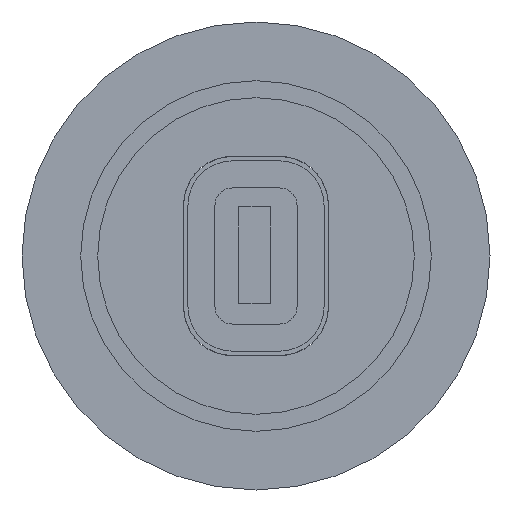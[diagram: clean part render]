
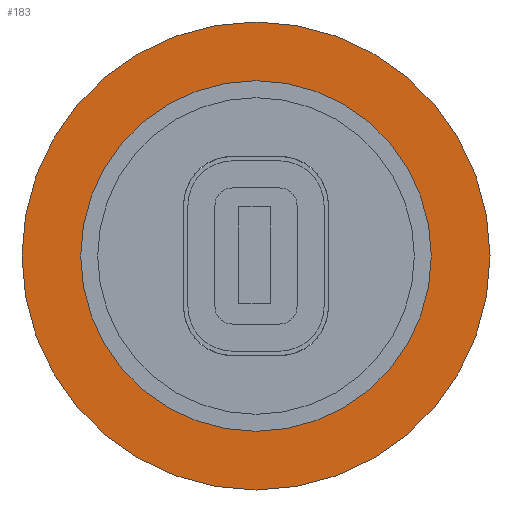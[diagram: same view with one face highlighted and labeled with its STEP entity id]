
A CAD part, left-side view. The second image highlights one B-rep face of the part: STEP entity #183.
In plain terms, the highlighted planar face has unit normal (-1, 0, 0).
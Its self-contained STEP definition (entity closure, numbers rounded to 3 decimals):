
#33 = CARTESIAN_POINT ( 'NONE',  ( 0., 0., -20.6 ) ) ;
#47 = AXIS2_PLACEMENT_3D ( 'NONE', #369, #1473, #736 ) ;
#90 = CARTESIAN_POINT ( 'NONE',  ( 0., 0., 0. ) ) ;
#105 = DIRECTION ( 'NONE',  ( 0., 0., -1. ) ) ;
#133 = PLANE ( 'NONE',  #1242 ) ;
#183 = ADVANCED_FACE ( 'NONE', ( #2050, #1085 ), #133, .T. ) ;
#257 = CARTESIAN_POINT ( 'NONE',  ( 0., 0., 20.6 ) ) ;
#282 = DIRECTION ( 'NONE',  ( 0., 0., -1. ) ) ;
#369 = CARTESIAN_POINT ( 'NONE',  ( 0., 0., 0. ) ) ;
#413 = CARTESIAN_POINT ( 'NONE',  ( 0., 0., 0. ) ) ;
#429 = DIRECTION ( 'NONE',  ( 0., 0., -1. ) ) ;
#483 = CARTESIAN_POINT ( 'NONE',  ( 0., 0., -20.6 ) ) ;
#527 = EDGE_CURVE ( 'NONE', #2120, #539, #2080, .T. ) ;
#539 = VERTEX_POINT ( 'NONE', #626 ) ;
#626 = CARTESIAN_POINT ( 'NONE',  ( 0., 0., -27.5 ) ) ;
#640 = AXIS2_PLACEMENT_3D ( 'NONE', #90, #662, #105 ) ;
#651 = EDGE_CURVE ( 'NONE', #1181, #1163, #1446, .T. ) ;
#662 = DIRECTION ( 'NONE',  ( 1., 0., 0. ) ) ;
#736 = DIRECTION ( 'NONE',  ( 0., 0., -1. ) ) ;
#757 = EDGE_LOOP ( 'NONE', ( #1569, #1096 ) ) ;
#832 = EDGE_LOOP ( 'NONE', ( #2143, #1798 ) ) ;
#880 = DIRECTION ( 'NONE',  ( -1., 0., 0. ) ) ;
#914 = EDGE_CURVE ( 'NONE', #1163, #1181, #2215, .T. ) ;
#1085 = FACE_OUTER_BOUND ( 'NONE', #832, .T. ) ;
#1096 = ORIENTED_EDGE ( 'NONE', *, *, #651, .T. ) ;
#1162 = AXIS2_PLACEMENT_3D ( 'NONE', #413, #1893, #429 ) ;
#1163 = VERTEX_POINT ( 'NONE', #33 ) ;
#1181 = VERTEX_POINT ( 'NONE', #257 ) ;
#1215 = DIRECTION ( 'NONE',  ( 1., 0., 0. ) ) ;
#1219 = EDGE_CURVE ( 'NONE', #539, #2120, #1451, .T. ) ;
#1242 = AXIS2_PLACEMENT_3D ( 'NONE', #483, #880, #1757 ) ;
#1446 = CIRCLE ( 'NONE', #2021, 20.6 ) ;
#1451 = CIRCLE ( 'NONE', #640, 27.5 ) ;
#1473 = DIRECTION ( 'NONE',  ( 1., 0., 0. ) ) ;
#1569 = ORIENTED_EDGE ( 'NONE', *, *, #914, .T. ) ;
#1757 = DIRECTION ( 'NONE',  ( 0., 0., 1. ) ) ;
#1798 = ORIENTED_EDGE ( 'NONE', *, *, #527, .F. ) ;
#1893 = DIRECTION ( 'NONE',  ( 1., 0., 0. ) ) ;
#1947 = CARTESIAN_POINT ( 'NONE',  ( 0., 0., 0. ) ) ;
#2021 = AXIS2_PLACEMENT_3D ( 'NONE', #1947, #1215, #282 ) ;
#2050 = FACE_BOUND ( 'NONE', #757, .T. ) ;
#2078 = CARTESIAN_POINT ( 'NONE',  ( 0., 0., 27.5 ) ) ;
#2080 = CIRCLE ( 'NONE', #1162, 27.5 ) ;
#2120 = VERTEX_POINT ( 'NONE', #2078 ) ;
#2143 = ORIENTED_EDGE ( 'NONE', *, *, #1219, .F. ) ;
#2215 = CIRCLE ( 'NONE', #47, 20.6 ) ;
